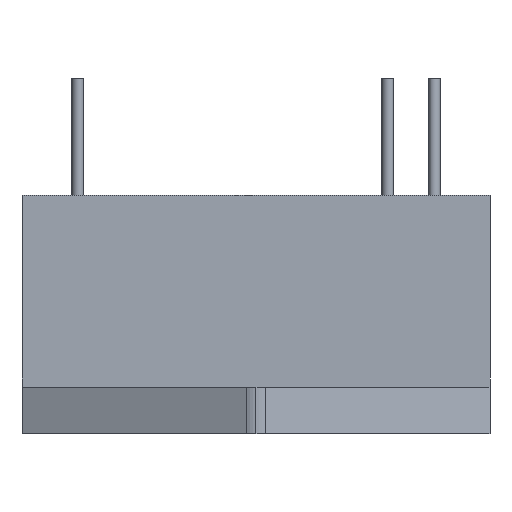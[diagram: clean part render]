
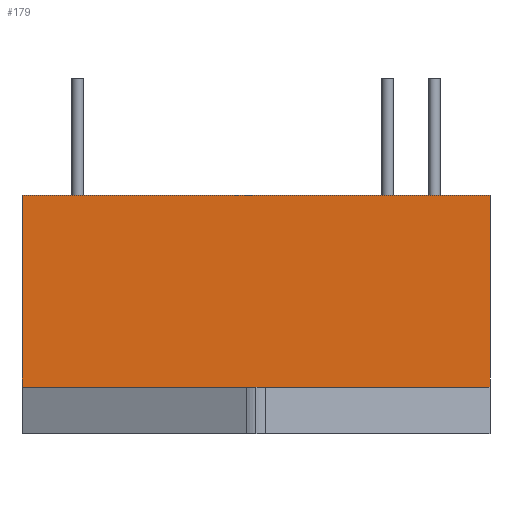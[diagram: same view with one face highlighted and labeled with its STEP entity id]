
A CAD part, left-side view. The second image highlights one B-rep face of the part: STEP entity #179.
In plain terms, the highlighted planar face has unit normal (-1, 0, 0).
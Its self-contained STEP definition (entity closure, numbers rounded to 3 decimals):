
#179=ADVANCED_FACE('',(#555),#557,.T.);
#555=FACE_BOUND('',#556,.T.);
#556=EDGE_LOOP('',(#796,#797,#798,#799));
#557=PLANE('',#558);
#558=AXIS2_PLACEMENT_3D('',#559,#560,#561);
#559=CARTESIAN_POINT('',(5.,20.,2.));
#560=DIRECTION('',(-1.,0.,0.));
#561=DIRECTION('',(0.,-1.,0.));
#796=ORIENTED_EDGE('',*,*,#910,.T.);
#797=ORIENTED_EDGE('',*,*,#911,.T.);
#798=ORIENTED_EDGE('',*,*,#879,.F.);
#799=ORIENTED_EDGE('',*,*,#908,.F.);
#879=EDGE_CURVE('',#944,#946,#947,.T.);
#908=EDGE_CURVE('',#1001,#944,#1003,.T.);
#910=EDGE_CURVE('',#1001,#1005,#1006,.T.);
#911=EDGE_CURVE('',#1005,#946,#1007,.T.);
#944=VERTEX_POINT('',#1060);
#946=VERTEX_POINT('',#1064);
#947=LINE('',#1065,#1066);
#1001=VERTEX_POINT('',#1197);
#1003=LINE('',#1201,#1202);
#1005=VERTEX_POINT('',#1207);
#1006=LINE('',#1208,#1209);
#1007=LINE('',#1211,#1212);
#1060=CARTESIAN_POINT('',(5.,20.,10.2));
#1064=CARTESIAN_POINT('',(5.,0.,10.2));
#1065=CARTESIAN_POINT('',(5.,20.,10.2));
#1066=VECTOR('',#1067,1.);
#1067=DIRECTION('',(0.,-1.,0.));
#1197=CARTESIAN_POINT('',(5.,20.,2.));
#1201=CARTESIAN_POINT('',(5.,20.,2.));
#1202=VECTOR('',#1203,1.);
#1203=DIRECTION('',(0.,0.,1.));
#1207=CARTESIAN_POINT('',(5.,0.,2.));
#1208=CARTESIAN_POINT('',(5.,20.,2.));
#1209=VECTOR('',#1210,1.);
#1210=DIRECTION('',(0.,-1.,0.));
#1211=CARTESIAN_POINT('',(5.,0.,2.));
#1212=VECTOR('',#1213,1.);
#1213=DIRECTION('',(0.,0.,1.));
